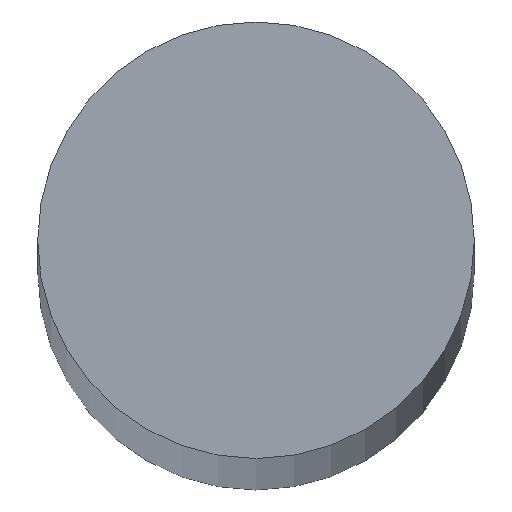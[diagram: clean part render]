
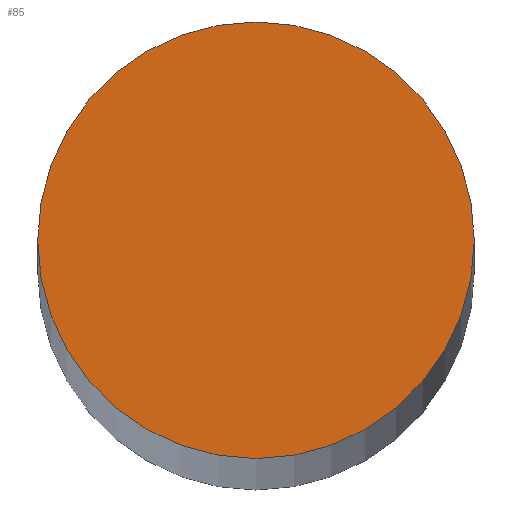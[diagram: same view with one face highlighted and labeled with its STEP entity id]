
A CAD part, top view. The second image highlights one B-rep face of the part: STEP entity #85.
In plain terms, the highlighted planar face has unit normal (0, 0, 1).
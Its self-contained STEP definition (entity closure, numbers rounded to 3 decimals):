
#14 = CARTESIAN_POINT ( 'NONE',  ( 4., 0., 165. ) ) ;
#20 = AXIS2_PLACEMENT_3D ( 'NONE', #28, #25, #24 ) ;
#24 = DIRECTION ( 'NONE',  ( 1., 0., 0. ) ) ;
#25 = DIRECTION ( 'NONE',  ( 0., 0., 1. ) ) ;
#28 = CARTESIAN_POINT ( 'NONE',  ( 0., 0., 165. ) ) ;
#46 = DIRECTION ( 'NONE',  ( 0., 0., 1. ) ) ;
#47 = AXIS2_PLACEMENT_3D ( 'NONE', #53, #46, #126 ) ;
#48 = CIRCLE ( 'NONE', #47, 4. ) ;
#50 = DIRECTION ( 'NONE',  ( 1., 0., 0. ) ) ;
#51 = DIRECTION ( 'NONE',  ( 0., 0., 1. ) ) ;
#52 = CARTESIAN_POINT ( 'NONE',  ( 0., 0., 165. ) ) ;
#53 = CARTESIAN_POINT ( 'NONE',  ( 0., 0., 165. ) ) ;
#74 = AXIS2_PLACEMENT_3D ( 'NONE', #52, #51, #50 ) ;
#75 = CARTESIAN_POINT ( 'NONE',  ( -4., 0., 165. ) ) ;
#79 = EDGE_CURVE ( 'NONE', #100, #111, #89, .T. ) ;
#85 = ADVANCED_FACE ( 'NONE', ( #97 ), #115, .T. ) ;
#89 = CIRCLE ( 'NONE', #20, 4. ) ;
#97 = FACE_OUTER_BOUND ( 'NONE', #106, .T. ) ;
#99 = EDGE_CURVE ( 'NONE', #111, #100, #48, .T. ) ;
#100 = VERTEX_POINT ( 'NONE', #75 ) ;
#103 = ORIENTED_EDGE ( 'NONE', *, *, #99, .T. ) ;
#106 = EDGE_LOOP ( 'NONE', ( #110, #103 ) ) ;
#110 = ORIENTED_EDGE ( 'NONE', *, *, #79, .T. ) ;
#111 = VERTEX_POINT ( 'NONE', #14 ) ;
#115 = PLANE ( 'NONE',  #74 ) ;
#126 = DIRECTION ( 'NONE',  ( 1., 0., 0. ) ) ;
